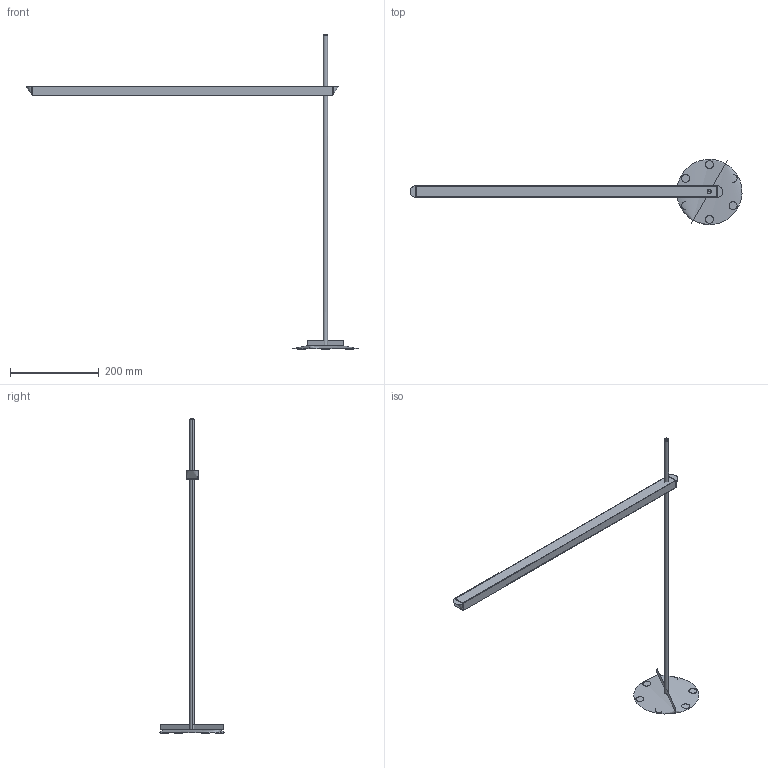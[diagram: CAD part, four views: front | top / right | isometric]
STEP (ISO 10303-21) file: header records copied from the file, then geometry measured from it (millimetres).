
FILE_DESCRIPTION(/* description */ (''),/* implementation_level */ '2;1');
FILE_NAME(/* name */ '3D 067850_Talak pro table',/* time_stamp */ '2017-05-30T18:07:53+02:00',/* author */ (''),/* organization */ (''),/* preprocessor_version */ 'ST-DEVELOPER v10',/* originating_system */ '',/* authorisation */ '');
FILE_SCHEMA (('AUTOMOTIVE_DESIGN_CC2'));
Length unit declared in the file: millimetre
Products named in the file (1): 1
Bounding box: 750.33 x 147.71 x 709.7 mm (x, y, z)
Volume: 57844.8 mm3; surface area: 175233.8 mm2
Topology: 8 solids, 15 shells, 88 faces, 238 edges, 147 vertices
Faces by surface type: plane 55, bspline 33
Entity records: 2867 total; most frequent: CARTESIAN_POINT 1325, ORIENTED_EDGE 354, EDGE_CURVE 216, B_SPLINE_CURVE_WITH_KNOTS 143, VERTEX_POINT 127, EDGE_LOOP 92, ADVANCED_FACE 88, FACE_OUTER_BOUND 88
